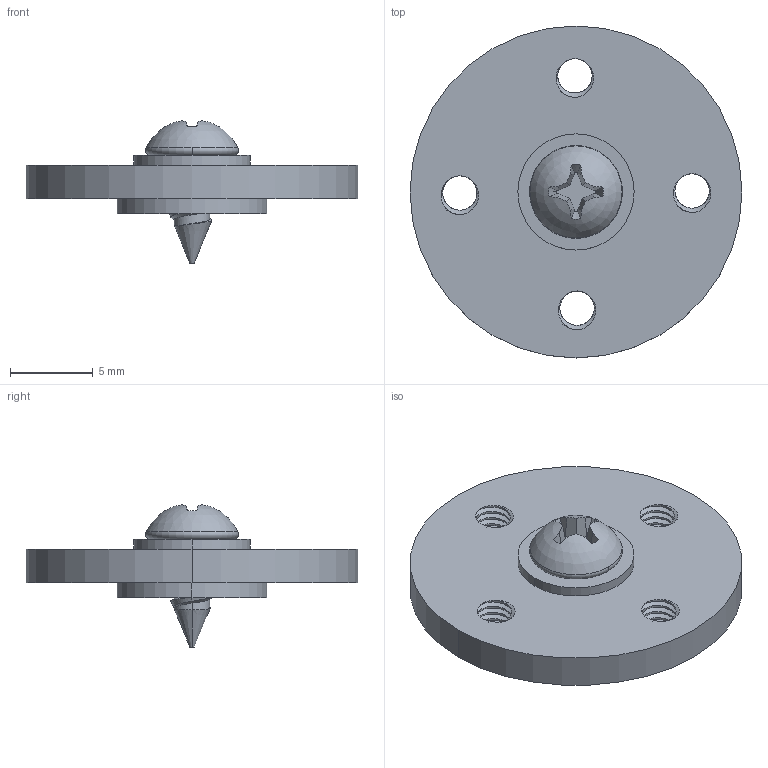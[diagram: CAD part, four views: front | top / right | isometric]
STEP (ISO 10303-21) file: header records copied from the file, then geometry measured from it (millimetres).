
FILE_DESCRIPTION (( 'STEP AP203' ), '1' );
FILE_NAME ('Rueda abajo_Default_sldprt.STEP', '2023-11-06T02:31:57', ( '' ), ( '' ), 'SwSTEP 2.0', 'SolidWorks 2023', '' );
FILE_SCHEMA (( 'CONFIG_CONTROL_DESIGN' ));
Length unit declared in the file: millimetre
Products named in the file (1): Rueda abajo_Default_sldprt
Bounding box: 20 x 20 x 8.59 mm (x, y, z)
Volume: 643.2 mm3; surface area: 1041.2 mm2
Topology: 3 solids, 3 shells, 168 faces, 478 edges, 318 vertices
Faces by surface type: cylinder 115, plane 24, bspline 17, cone 9, torus 2, sphere 1
Entity records: 11434 total; most frequent: CARTESIAN_POINT 7475, ORIENTED_EDGE 952, DIRECTION 607, EDGE_CURVE 476, VERTEX_POINT 317, AXIS2_PLACEMENT_3D 231, B_SPLINE_CURVE_WITH_KNOTS 229, EDGE_LOOP 183
